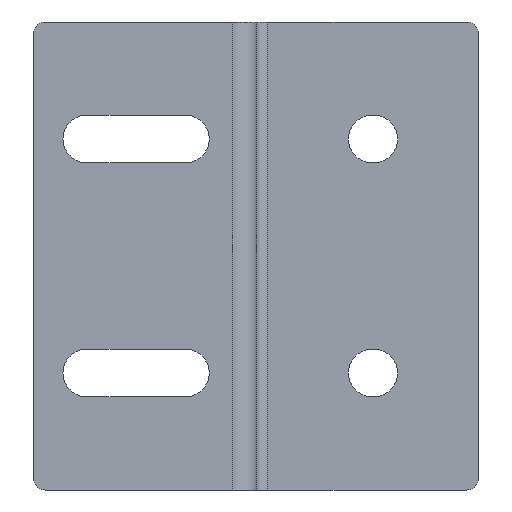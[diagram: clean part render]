
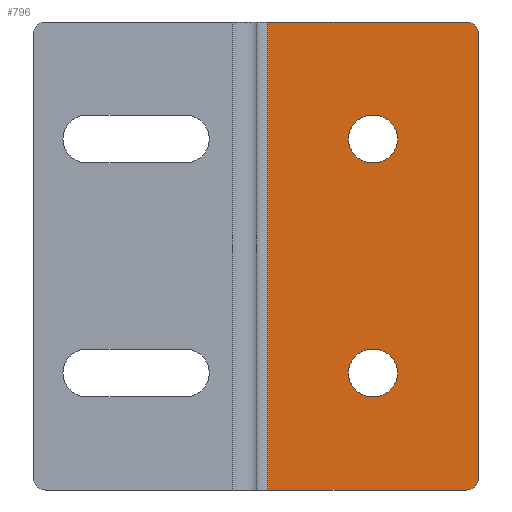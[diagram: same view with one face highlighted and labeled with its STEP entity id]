
A CAD part, left-side view. The second image highlights one B-rep face of the part: STEP entity #796.
In plain terms, the highlighted planar face has unit normal (-1, 0, 0).
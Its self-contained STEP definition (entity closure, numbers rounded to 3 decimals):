
#4 = DIRECTION ( 'NONE',  ( 0., 1., 0. ) ) ;
#17 = CARTESIAN_POINT ( 'NONE',  ( -2., -22.1, 64.1 ) ) ;
#20 = CARTESIAN_POINT ( 'NONE',  ( -2., -22.1, 24.1 ) ) ;
#21 = EDGE_CURVE ( 'NONE', #920, #727, #953, .T. ) ;
#29 = CARTESIAN_POINT ( 'NONE',  ( -2., 0., 15.9 ) ) ;
#30 = AXIS2_PLACEMENT_3D ( 'NONE', #217, #441, #875 ) ;
#31 = DIRECTION ( 'NONE',  ( 0., -1., 0. ) ) ;
#47 = VERTEX_POINT ( 'NONE', #329 ) ;
#63 = VERTEX_POINT ( 'NONE', #997 ) ;
#65 = LINE ( 'NONE', #742, #239 ) ;
#75 = VECTOR ( 'NONE', #856, 1000. ) ;
#77 = CARTESIAN_POINT ( 'NONE',  ( -2., -26.2, 20. ) ) ;
#79 = CIRCLE ( 'NONE', #215, 4.1 ) ;
#80 = DIRECTION ( 'NONE',  ( 0., 1., 0. ) ) ;
#83 = DIRECTION ( 'NONE',  ( 0., 1., 0. ) ) ;
#100 = VERTEX_POINT ( 'NONE', #1432 ) ;
#124 = VERTEX_POINT ( 'NONE', #1173 ) ;
#129 = EDGE_CURVE ( 'NONE', #63, #407, #65, .T. ) ;
#130 = ORIENTED_EDGE ( 'NONE', *, *, #434, .T. ) ;
#138 = PLANE ( 'NONE',  #413 ) ;
#159 = ORIENTED_EDGE ( 'NONE', *, *, #1104, .F. ) ;
#164 = CARTESIAN_POINT ( 'NONE',  ( -2., -40., 40. ) ) ;
#175 = EDGE_CURVE ( 'NONE', #100, #1385, #880, .T. ) ;
#198 = CARTESIAN_POINT ( 'NONE',  ( -2., -4., 80. ) ) ;
#214 = VERTEX_POINT ( 'NONE', #1063 ) ;
#215 = AXIS2_PLACEMENT_3D ( 'NONE', #1275, #1072, #83 ) ;
#217 = CARTESIAN_POINT ( 'NONE',  ( -2., -38., 78. ) ) ;
#225 = EDGE_CURVE ( 'NONE', #1311, #214, #1406, .T. ) ;
#231 = DIRECTION ( 'NONE',  ( 0., 1., 0. ) ) ;
#239 = VECTOR ( 'NONE', #750, 1000. ) ;
#249 = FACE_OUTER_BOUND ( 'NONE', #493, .T. ) ;
#256 = CARTESIAN_POINT ( 'NONE',  ( -2., -26.2, 60. ) ) ;
#289 = DIRECTION ( 'NONE',  ( 0., 1., 0. ) ) ;
#292 = AXIS2_PLACEMENT_3D ( 'NONE', #563, #550, #797 ) ;
#318 = AXIS2_PLACEMENT_3D ( 'NONE', #1071, #501, #289 ) ;
#329 = CARTESIAN_POINT ( 'NONE',  ( -2., -21.9, 55.9 ) ) ;
#361 = ORIENTED_EDGE ( 'NONE', *, *, #225, .F. ) ;
#369 = CARTESIAN_POINT ( 'NONE',  ( -2., -4., 0. ) ) ;
#383 = LINE ( 'NONE', #1044, #1225 ) ;
#389 = VECTOR ( 'NONE', #744, 1000. ) ;
#407 = VERTEX_POINT ( 'NONE', #20 ) ;
#411 = DIRECTION ( 'NONE',  ( -1., 0., 0. ) ) ;
#413 = AXIS2_PLACEMENT_3D ( 'NONE', #575, #1022, #31 ) ;
#434 = EDGE_CURVE ( 'NONE', #931, #124, #802, .T. ) ;
#441 = DIRECTION ( 'NONE',  ( -1., 0., 0. ) ) ;
#464 = ORIENTED_EDGE ( 'NONE', *, *, #1221, .F. ) ;
#493 = EDGE_LOOP ( 'NONE', ( #1263, #989, #361, #872, #1278, #159 ) ) ;
#501 = DIRECTION ( 'NONE',  ( -1., 0., 0. ) ) ;
#519 = DIRECTION ( 'NONE',  ( 1., 0., 0. ) ) ;
#528 = ORIENTED_EDGE ( 'NONE', *, *, #129, .T. ) ;
#529 = EDGE_LOOP ( 'NONE', ( #1121, #464, #626, #619, #1362 ) ) ;
#530 = EDGE_CURVE ( 'NONE', #1046, #931, #662, .T. ) ;
#550 = DIRECTION ( 'NONE',  ( 1., 0., 0. ) ) ;
#557 = VECTOR ( 'NONE', #1191, 1000. ) ;
#558 = CARTESIAN_POINT ( 'NONE',  ( -2., -40., 78. ) ) ;
#563 = CARTESIAN_POINT ( 'NONE',  ( -2., -22.1, 20. ) ) ;
#566 = VERTEX_POINT ( 'NONE', #1124 ) ;
#571 = CARTESIAN_POINT ( 'NONE',  ( -2., -21.9, 64.1 ) ) ;
#575 = CARTESIAN_POINT ( 'NONE',  ( -2., 0., 40. ) ) ;
#619 = ORIENTED_EDGE ( 'NONE', *, *, #839, .F. ) ;
#623 = CARTESIAN_POINT ( 'NONE',  ( -2., 0., 55.9 ) ) ;
#626 = ORIENTED_EDGE ( 'NONE', *, *, #175, .F. ) ;
#627 = VECTOR ( 'NONE', #231, 1000. ) ;
#632 = CARTESIAN_POINT ( 'NONE',  ( -2., -22.1, 15.9 ) ) ;
#648 = VERTEX_POINT ( 'NONE', #17 ) ;
#652 = CIRCLE ( 'NONE', #1024, 2. ) ;
#662 = CIRCLE ( 'NONE', #292, 4.1 ) ;
#724 = VECTOR ( 'NONE', #80, 1000. ) ;
#726 = CARTESIAN_POINT ( 'NONE',  ( -2., -21.9, 20. ) ) ;
#727 = VERTEX_POINT ( 'NONE', #369 ) ;
#742 = CARTESIAN_POINT ( 'NONE',  ( -2., 0., 24.1 ) ) ;
#744 = DIRECTION ( 'NONE',  ( 0., -1., 0. ) ) ;
#745 = LINE ( 'NONE', #1277, #557 ) ;
#750 = DIRECTION ( 'NONE',  ( 0., -1., 0. ) ) ;
#754 = ORIENTED_EDGE ( 'NONE', *, *, #530, .T. ) ;
#759 = LINE ( 'NONE', #623, #389 ) ;
#777 = EDGE_CURVE ( 'NONE', #648, #1379, #383, .T. ) ;
#782 = CARTESIAN_POINT ( 'NONE',  ( -2., -22.1, 60. ) ) ;
#796 = ADVANCED_FACE ( 'NONE', ( #804, #249, #1132 ), #138, .T. ) ;
#797 = DIRECTION ( 'NONE',  ( 0., 1., 0. ) ) ;
#802 = LINE ( 'NONE', #29, #627 ) ;
#804 = FACE_BOUND ( 'NONE', #1169, .T. ) ;
#839 = EDGE_CURVE ( 'NONE', #47, #100, #759, .T. ) ;
#856 = DIRECTION ( 'NONE',  ( 0., 0., 1. ) ) ;
#860 = DIRECTION ( 'NONE',  ( 0., 0., -1. ) ) ;
#861 = DIRECTION ( 'NONE',  ( 0., -1., 0. ) ) ;
#872 = ORIENTED_EDGE ( 'NONE', *, *, #1020, .T. ) ;
#875 = DIRECTION ( 'NONE',  ( 0., -1., 0. ) ) ;
#879 = ORIENTED_EDGE ( 'NONE', *, *, #1190, .T. ) ;
#880 = CIRCLE ( 'NONE', #318, 4.1 ) ;
#890 = CIRCLE ( 'NONE', #30, 2. ) ;
#920 = VERTEX_POINT ( 'NONE', #1307 ) ;
#931 = VERTEX_POINT ( 'NONE', #632 ) ;
#932 = EDGE_CURVE ( 'NONE', #407, #1046, #79, .T. ) ;
#934 = DIRECTION ( 'NONE',  ( 0., 1., 0. ) ) ;
#946 = EDGE_CURVE ( 'NONE', #920, #214, #652, .T. ) ;
#953 = LINE ( 'NONE', #1394, #724 ) ;
#973 = LINE ( 'NONE', #1183, #75 ) ;
#987 = DIRECTION ( 'NONE',  ( -1., 0., 0. ) ) ;
#989 = ORIENTED_EDGE ( 'NONE', *, *, #946, .T. ) ;
#995 = DIRECTION ( 'NONE',  ( 0., 1., 0. ) ) ;
#997 = CARTESIAN_POINT ( 'NONE',  ( -2., -21.9, 24.1 ) ) ;
#1001 = CIRCLE ( 'NONE', #1070, 4.1 ) ;
#1020 = EDGE_CURVE ( 'NONE', #1311, #566, #890, .T. ) ;
#1022 = DIRECTION ( 'NONE',  ( -1., 0., 0. ) ) ;
#1024 = AXIS2_PLACEMENT_3D ( 'NONE', #1407, #411, #861 ) ;
#1044 = CARTESIAN_POINT ( 'NONE',  ( -2., 0., 64.1 ) ) ;
#1046 = VERTEX_POINT ( 'NONE', #77 ) ;
#1062 = VERTEX_POINT ( 'NONE', #198 ) ;
#1063 = CARTESIAN_POINT ( 'NONE',  ( -2., -40., 2. ) ) ;
#1070 = AXIS2_PLACEMENT_3D ( 'NONE', #726, #519, #1408 ) ;
#1071 = CARTESIAN_POINT ( 'NONE',  ( -2., -22.1, 60. ) ) ;
#1072 = DIRECTION ( 'NONE',  ( 1., 0., 0. ) ) ;
#1104 = EDGE_CURVE ( 'NONE', #727, #1062, #973, .T. ) ;
#1116 = EDGE_CURVE ( 'NONE', #566, #1062, #745, .T. ) ;
#1118 = CIRCLE ( 'NONE', #1304, 4.1 ) ;
#1121 = ORIENTED_EDGE ( 'NONE', *, *, #777, .F. ) ;
#1124 = CARTESIAN_POINT ( 'NONE',  ( -2., -38., 80. ) ) ;
#1129 = VECTOR ( 'NONE', #860, 1000. ) ;
#1132 = FACE_BOUND ( 'NONE', #529, .T. ) ;
#1169 = EDGE_LOOP ( 'NONE', ( #130, #879, #528, #1289, #754 ) ) ;
#1173 = CARTESIAN_POINT ( 'NONE',  ( -2., -21.9, 15.9 ) ) ;
#1183 = CARTESIAN_POINT ( 'NONE',  ( -2., -4., 40. ) ) ;
#1186 = AXIS2_PLACEMENT_3D ( 'NONE', #782, #1329, #995 ) ;
#1190 = EDGE_CURVE ( 'NONE', #124, #63, #1001, .T. ) ;
#1191 = DIRECTION ( 'NONE',  ( 0., 1., 0. ) ) ;
#1221 = EDGE_CURVE ( 'NONE', #1385, #648, #1256, .T. ) ;
#1225 = VECTOR ( 'NONE', #934, 1000. ) ;
#1227 = CARTESIAN_POINT ( 'NONE',  ( -2., -21.9, 60. ) ) ;
#1251 = EDGE_CURVE ( 'NONE', #1379, #47, #1118, .T. ) ;
#1256 = CIRCLE ( 'NONE', #1186, 4.1 ) ;
#1263 = ORIENTED_EDGE ( 'NONE', *, *, #21, .F. ) ;
#1275 = CARTESIAN_POINT ( 'NONE',  ( -2., -22.1, 20. ) ) ;
#1277 = CARTESIAN_POINT ( 'NONE',  ( -2., 0., 80. ) ) ;
#1278 = ORIENTED_EDGE ( 'NONE', *, *, #1116, .T. ) ;
#1289 = ORIENTED_EDGE ( 'NONE', *, *, #932, .T. ) ;
#1304 = AXIS2_PLACEMENT_3D ( 'NONE', #1227, #987, #4 ) ;
#1307 = CARTESIAN_POINT ( 'NONE',  ( -2., -38., 0. ) ) ;
#1311 = VERTEX_POINT ( 'NONE', #558 ) ;
#1329 = DIRECTION ( 'NONE',  ( -1., 0., 0. ) ) ;
#1362 = ORIENTED_EDGE ( 'NONE', *, *, #1251, .F. ) ;
#1379 = VERTEX_POINT ( 'NONE', #571 ) ;
#1385 = VERTEX_POINT ( 'NONE', #256 ) ;
#1394 = CARTESIAN_POINT ( 'NONE',  ( -2., 0., 0. ) ) ;
#1406 = LINE ( 'NONE', #164, #1129 ) ;
#1407 = CARTESIAN_POINT ( 'NONE',  ( -2., -38., 2. ) ) ;
#1408 = DIRECTION ( 'NONE',  ( 0., 1., 0. ) ) ;
#1432 = CARTESIAN_POINT ( 'NONE',  ( -2., -22.1, 55.9 ) ) ;
